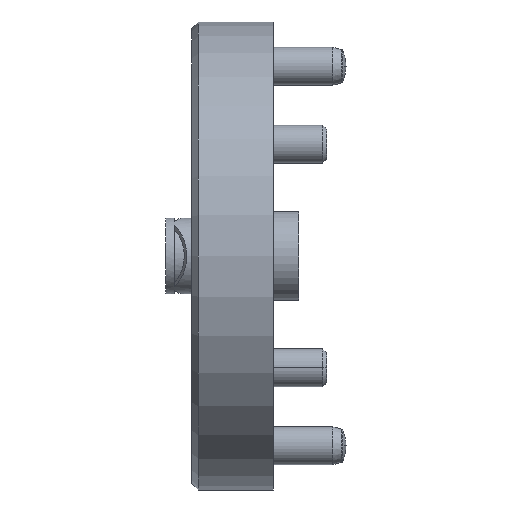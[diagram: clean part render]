
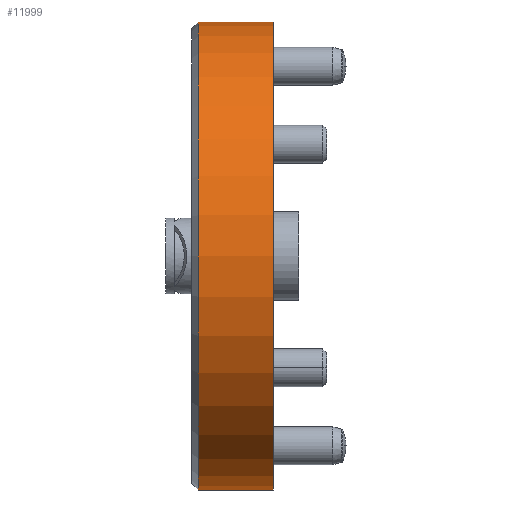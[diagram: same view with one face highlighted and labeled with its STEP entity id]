
A CAD part, left-side view. The second image highlights one B-rep face of the part: STEP entity #11999.
In plain terms, the highlighted cylindrical face has radius 37 mm (diameter 74 mm), a partial arc.
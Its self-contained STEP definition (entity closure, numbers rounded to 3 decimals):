
#725 = FACE_OUTER_BOUND ( 'NONE', #11187, .T. ) ;
#1157 = CARTESIAN_POINT ( 'NONE',  ( 0., 0., 0. ) ) ;
#1573 = DIRECTION ( 'NONE',  ( 0., -1., 0. ) ) ;
#1587 = DIRECTION ( 'NONE',  ( 0., 0., -1. ) ) ;
#1614 = CARTESIAN_POINT ( 'NONE',  ( 0., 0., -37. ) ) ;
#1765 = VERTEX_POINT ( 'NONE', #7623 ) ;
#2148 = DIRECTION ( 'NONE',  ( 0., 0., -1. ) ) ;
#2290 = VERTEX_POINT ( 'NONE', #11555 ) ;
#2602 = DIRECTION ( 'NONE',  ( 0., -1., 0. ) ) ;
#2823 = EDGE_CURVE ( 'NONE', #11956, #1765, #7824, .T. ) ;
#3455 = CARTESIAN_POINT ( 'NONE',  ( 0., 0., 37. ) ) ;
#3772 = AXIS2_PLACEMENT_3D ( 'NONE', #7582, #9537, #1587 ) ;
#3971 = LINE ( 'NONE', #1614, #9293 ) ;
#4348 = ORIENTED_EDGE ( 'NONE', *, *, #12768, .F. ) ;
#4903 = CARTESIAN_POINT ( 'NONE',  ( 0., 11.9, -37. ) ) ;
#5462 = CIRCLE ( 'NONE', #6093, 37. ) ;
#5924 = VERTEX_POINT ( 'NONE', #4903 ) ;
#6093 = AXIS2_PLACEMENT_3D ( 'NONE', #8616, #2602, #9632 ) ;
#6724 = ORIENTED_EDGE ( 'NONE', *, *, #10320, .T. ) ;
#6824 = CARTESIAN_POINT ( 'NONE',  ( 0., 0., 37. ) ) ;
#7418 = LINE ( 'NONE', #6824, #12111 ) ;
#7450 = CYLINDRICAL_SURFACE ( 'NONE', #3772, 37. ) ;
#7582 = CARTESIAN_POINT ( 'NONE',  ( 0., 0., 0. ) ) ;
#7623 = CARTESIAN_POINT ( 'NONE',  ( 0., 0., -37. ) ) ;
#7824 = CIRCLE ( 'NONE', #9443, 37. ) ;
#8160 = DIRECTION ( 'NONE',  ( 0., -1., 0. ) ) ;
#8616 = CARTESIAN_POINT ( 'NONE',  ( 0., 11.9, 0. ) ) ;
#9293 = VECTOR ( 'NONE', #1573, 1000. ) ;
#9443 = AXIS2_PLACEMENT_3D ( 'NONE', #1157, #8160, #2148 ) ;
#9537 = DIRECTION ( 'NONE',  ( 0., -1., 0. ) ) ;
#9632 = DIRECTION ( 'NONE',  ( 0., 0., -1. ) ) ;
#10320 = EDGE_CURVE ( 'NONE', #2290, #5924, #5462, .T. ) ;
#11187 = EDGE_LOOP ( 'NONE', ( #4348, #6724, #11469, #11556 ) ) ;
#11469 = ORIENTED_EDGE ( 'NONE', *, *, #12595, .T. ) ;
#11555 = CARTESIAN_POINT ( 'NONE',  ( 0., 11.9, 37. ) ) ;
#11556 = ORIENTED_EDGE ( 'NONE', *, *, #2823, .F. ) ;
#11956 = VERTEX_POINT ( 'NONE', #3455 ) ;
#11999 = ADVANCED_FACE ( 'NONE', ( #725 ), #7450, .T. ) ;
#12111 = VECTOR ( 'NONE', #12813, 1000. ) ;
#12595 = EDGE_CURVE ( 'NONE', #5924, #1765, #3971, .T. ) ;
#12768 = EDGE_CURVE ( 'NONE', #2290, #11956, #7418, .T. ) ;
#12813 = DIRECTION ( 'NONE',  ( 0., -1., 0. ) ) ;
